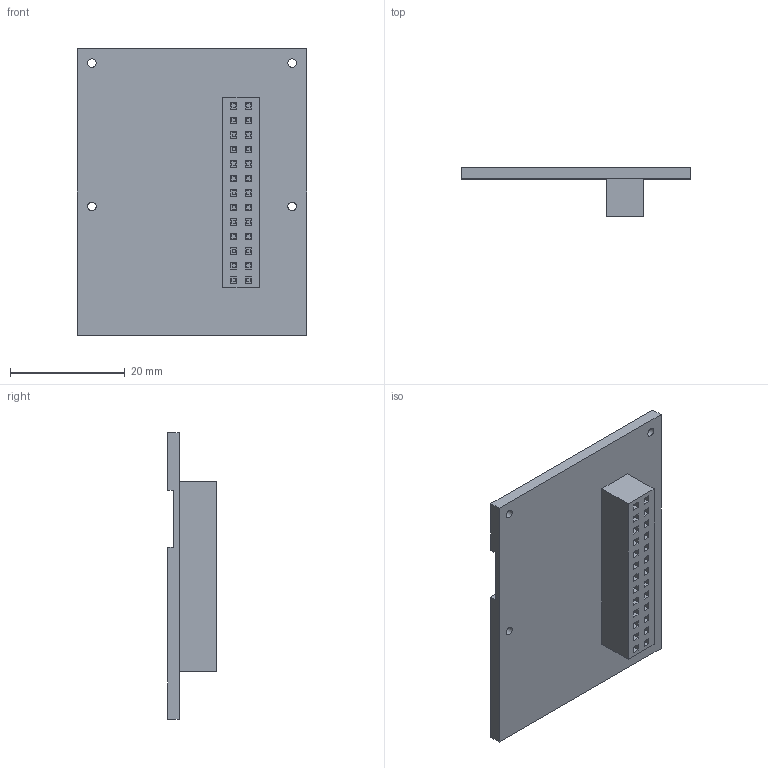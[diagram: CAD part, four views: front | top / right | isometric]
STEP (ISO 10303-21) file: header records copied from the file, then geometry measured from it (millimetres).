
FILE_DESCRIPTION(/* description */ (''),/* implementation_level */ '2;1');
FILE_NAME(/* name */ 'Step''s/1-berdair power adapter mount v7.step',/* time_stamp */ '2019-10-20T16:53:15-04:00',/* author */ (''),/* organization */ (''),/* preprocessor_version */ 'ST-DEVELOPER v18',/* originating_system */ 'Autodesk Translation Framework v8.6.0.1094',/* authorisation */ '');
FILE_SCHEMA (('AUTOMOTIVE_DESIGN { 1 0 10303 214 3 1 1 }'));
Length unit declared in the file: millimetre
Products named in the file (1): 1-berdair power adapter mount
Bounding box: 40 x 8.5 x 50 mm (x, y, z)
Volume: 4738.1 mm3; surface area: 5750 mm2
Topology: 1 solids, 1 shells, 279 faces, 672 edges, 448 vertices
Faces by surface type: plane 275, cylinder 4
Full cylindrical faces by diameter (mm): 1.5 x4
Entity records: 8010 total; most frequent: CARTESIAN_POINT 1400, ORIENTED_EDGE 1344, DIRECTION 1240, EDGE_CURVE 672, LINE 664, VECTOR 664, VERTEX_POINT 448, EDGE_LOOP 340
